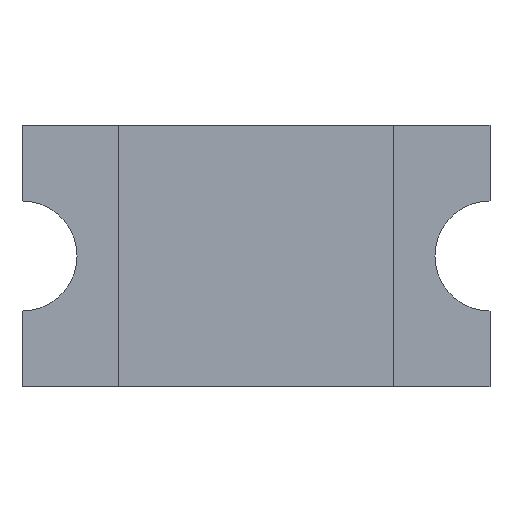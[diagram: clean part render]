
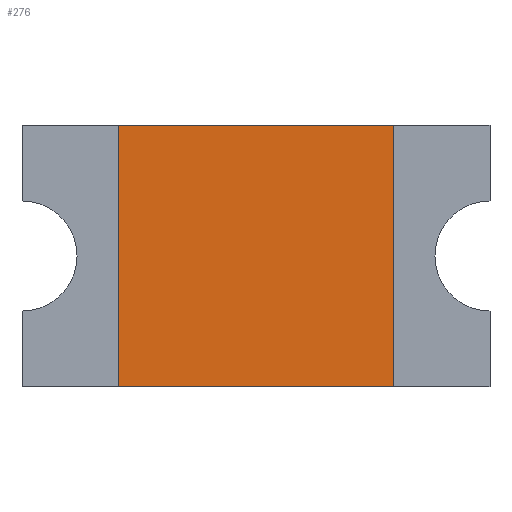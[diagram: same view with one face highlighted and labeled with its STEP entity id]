
A CAD part, front view. The second image highlights one B-rep face of the part: STEP entity #276.
In plain terms, the highlighted planar face has unit normal (0, -1, 0).
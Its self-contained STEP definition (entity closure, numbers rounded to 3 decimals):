
#1=DIRECTION('',(0.,0.,-1.));
#2=VECTOR('',#1,1.9);
#3=CARTESIAN_POINT('',(1.,0.,0.95));
#4=LINE('',#3,#2);
#5=DIRECTION('',(-1.,0.,0.));
#6=VECTOR('',#5,2.);
#7=CARTESIAN_POINT('',(1.,0.,-0.95));
#8=LINE('',#7,#6);
#9=DIRECTION('',(0.,0.,-1.));
#10=VECTOR('',#9,1.9);
#11=CARTESIAN_POINT('',(-1.,0.,0.95));
#12=LINE('',#11,#10);
#13=DIRECTION('',(1.,0.,0.));
#14=VECTOR('',#13,2.);
#15=CARTESIAN_POINT('',(-1.,0.,0.95));
#16=LINE('',#15,#14);
#245=CARTESIAN_POINT('',(1.,0.,0.95));
#246=CARTESIAN_POINT('',(1.,0.,-0.95));
#247=VERTEX_POINT('',#245);
#248=VERTEX_POINT('',#246);
#249=CARTESIAN_POINT('',(-1.,0.,0.95));
#250=CARTESIAN_POINT('',(-1.,0.,-0.95));
#251=VERTEX_POINT('',#249);
#252=VERTEX_POINT('',#250);
#261=CARTESIAN_POINT('',(0.,0.,0.));
#262=DIRECTION('',(0.,1.,0.));
#263=DIRECTION('',(1.,0.,0.));
#264=AXIS2_PLACEMENT_3D('',#261,#262,#263);
#265=PLANE('',#264);
#267=ORIENTED_EDGE('',*,*,#266,.T.);
#269=ORIENTED_EDGE('',*,*,#268,.T.);
#271=ORIENTED_EDGE('',*,*,#270,.F.);
#273=ORIENTED_EDGE('',*,*,#272,.T.);
#274=EDGE_LOOP('',(#267,#269,#271,#273));
#275=FACE_OUTER_BOUND('',#274,.F.);
#266=EDGE_CURVE('',#247,#248,#4,.T.);
#268=EDGE_CURVE('',#248,#252,#8,.T.);
#270=EDGE_CURVE('',#251,#252,#12,.T.);
#272=EDGE_CURVE('',#251,#247,#16,.T.);
#276=ADVANCED_FACE('',(#275),#265,.F.);
